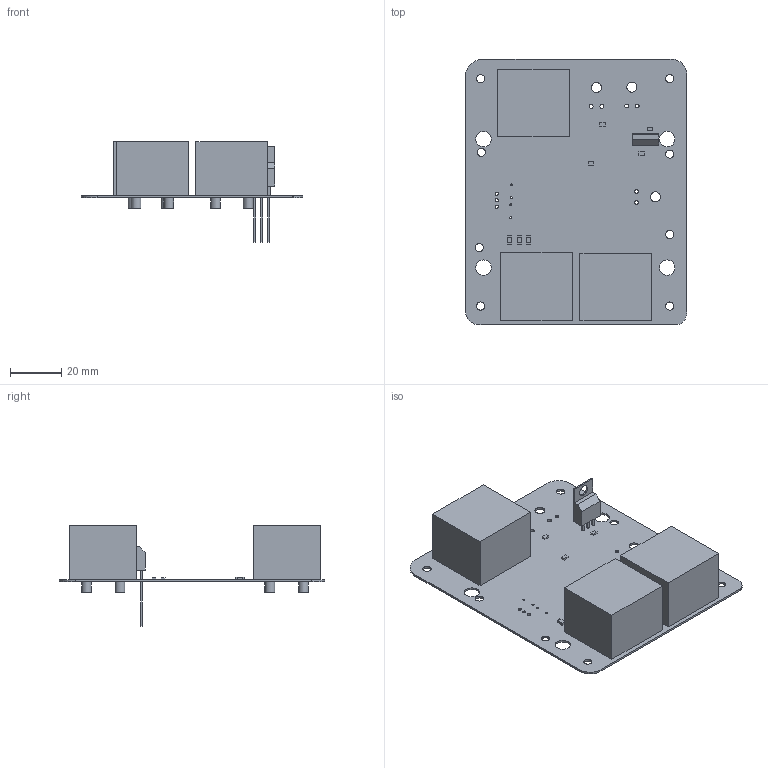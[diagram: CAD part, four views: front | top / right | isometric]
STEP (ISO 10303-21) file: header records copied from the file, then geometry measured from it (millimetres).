
FILE_DESCRIPTION(('Open CASCADE Model'),'2;1');
FILE_NAME('Open CASCADE Shape Model','2019-07-15T21:13:45',('Author'),( 'Open CASCADE'),'Open CASCADE STEP processor 6.8','Open CASCADE 6.8' ,'Unknown');
FILE_SCHEMA(('AUTOMOTIVE_DESIGN { 1 0 10303 214 1 1 1 1 }'));
Length unit declared in the file: millimetre
Products named in the file (26): PCB; Board; C2; 6189364992; Extruded; F3; 5109471104; term1; term2; body; F2; F1; J3; 5109471488; Body; Leads; J2; J1; IC1; 5109470912; Tab; PinsArray; C6; C5; C4
Assembly tree (33 placements, depth 4):
  PCB
    Board
    C2
      6189364992
        Extruded
    F3
      5109471104
        term1
        term2
        body
    F2
      5109471104
        term1
        term2
        body
    F1
      5109471104
        term1
        term2
        body
    J3
      5109471488
        Body
        Leads  x2
    J2
      5109471488
        Body
        Leads  x2
    J1
      5109471488
        Body
        Leads  x2
    IC1
      5109470912
        Tab
        Body
        PinsArray
    C6
      6189364992
        Extruded
    C5
      6189364992
        Extruded
    C4
      6189364992
        Extruded
Bounding box: 86.08 x 103.27 x 39.2 mm (x, y, z)
Volume: 53782 mm3; surface area: 30573.3 mm2
Topology: 34 solids, 34 shells, 227 faces, 477 edges, 318 vertices
Faces by surface type: plane 169, cylinder 58
Full cylindrical faces by diameter (mm): 0.8 x4, 1.27 x3, 1.32 x3, 1.48 x6, 3.2 x8, 3.76 x12, 3.91 x3, 3.96 x6, 4.267 x1, 6 x4
Entity records: 4609 total; most frequent: DIRECTION 741, CARTESIAN_POINT 690, ORIENTED_EDGE 630, EDGE_CURVE 315, AXIS2_PLACEMENT_3D 261, LINE 219, VECTOR 219, VERTEX_POINT 210
